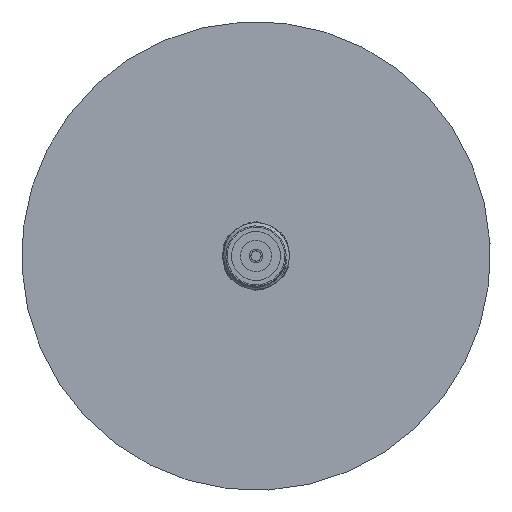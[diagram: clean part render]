
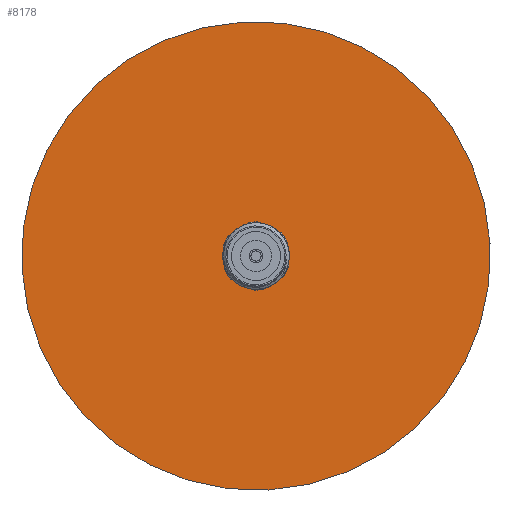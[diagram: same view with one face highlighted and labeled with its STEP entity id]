
A CAD part, front view. The second image highlights one B-rep face of the part: STEP entity #8178.
In plain terms, the highlighted planar face has unit normal (0, -1, 0).
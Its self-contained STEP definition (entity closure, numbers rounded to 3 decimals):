
#43 = VERTEX_POINT ( 'NONE', #7765 ) ;
#91 = VERTEX_POINT ( 'NONE', #5918 ) ;
#99 = VECTOR ( 'NONE', #3993, 1000. ) ;
#225 = CIRCLE ( 'NONE', #3942, 22. ) ;
#286 = VERTEX_POINT ( 'NONE', #803 ) ;
#362 = ORIENTED_EDGE ( 'NONE', *, *, #1718, .F. ) ;
#365 = VERTEX_POINT ( 'NONE', #5287 ) ;
#393 = VECTOR ( 'NONE', #5194, 1000. ) ;
#459 = CIRCLE ( 'NONE', #6955, 3.2 ) ;
#583 = VERTEX_POINT ( 'NONE', #4218 ) ;
#610 = CARTESIAN_POINT ( 'NONE',  ( 0.361, -37.6, -0.82 ) ) ;
#703 = DIRECTION ( 'NONE',  ( 0.837, 0., 0.547 ) ) ;
#803 = CARTESIAN_POINT ( 'NONE',  ( -9.934, -37.6, -23.63 ) ) ;
#842 = EDGE_CURVE ( 'NONE', #7222, #4548, #4314, .T. ) ;
#853 = DIRECTION ( 'NONE',  ( 0., -1., 0. ) ) ;
#1096 = CARTESIAN_POINT ( 'NONE',  ( 0., -37.6, -4. ) ) ;
#1130 = CARTESIAN_POINT ( 'NONE',  ( -3.091, -37.6, -2.436 ) ) ;
#1194 = DIRECTION ( 'NONE',  ( 1., 0., 0. ) ) ;
#1371 = LINE ( 'NONE', #5070, #393 ) ;
#1437 = CARTESIAN_POINT ( 'NONE',  ( -0.361, -37.6, -7.18 ) ) ;
#1441 = DIRECTION ( 'NONE',  ( -1., 0., 0. ) ) ;
#1457 = VERTEX_POINT ( 'NONE', #5927 ) ;
#1469 = LINE ( 'NONE', #4118, #99 ) ;
#1538 = CIRCLE ( 'NONE', #5507, 22. ) ;
#1611 = CARTESIAN_POINT ( 'NONE',  ( 3.057, -37.6, -4.947 ) ) ;
#1619 = DIRECTION ( 'NONE',  ( 1., 0., 0. ) ) ;
#1718 = EDGE_CURVE ( 'NONE', #583, #43, #459, .T. ) ;
#1743 = EDGE_LOOP ( 'NONE', ( #4200, #3439 ) ) ;
#1794 = ORIENTED_EDGE ( 'NONE', *, *, #3762, .F. ) ;
#1817 = CARTESIAN_POINT ( 'NONE',  ( 2.348, -37.6, -1.826 ) ) ;
#1819 = AXIS2_PLACEMENT_3D ( 'NONE', #3098, #3138, #1853 ) ;
#1846 = DIRECTION ( 'NONE',  ( 0., -1., 0. ) ) ;
#1853 = DIRECTION ( 'NONE',  ( 1., 0., 0. ) ) ;
#1872 = EDGE_CURVE ( 'NONE', #4624, #8059, #2494, .T. ) ;
#1891 = ORIENTED_EDGE ( 'NONE', *, *, #4990, .F. ) ;
#2046 = VECTOR ( 'NONE', #2452, 1000. ) ;
#2119 = VECTOR ( 'NONE', #703, 1000. ) ;
#2187 = FACE_BOUND ( 'NONE', #6891, .T. ) ;
#2292 = CARTESIAN_POINT ( 'NONE',  ( 2.573, -37.6, -5.902 ) ) ;
#2442 = DIRECTION ( 'NONE',  ( 0.452, 0., 0.892 ) ) ;
#2444 = ORIENTED_EDGE ( 'NONE', *, *, #7865, .F. ) ;
#2452 = DIRECTION ( 'NONE',  ( -0.892, 0., 0.452 ) ) ;
#2494 = LINE ( 'NONE', #6849, #2046 ) ;
#2586 = VERTEX_POINT ( 'NONE', #4838 ) ;
#2607 = DIRECTION ( 'NONE',  ( 0., -1., 0. ) ) ;
#2711 = ORIENTED_EDGE ( 'NONE', *, *, #5781, .F. ) ;
#2791 = CIRCLE ( 'NONE', #4907, 3.2 ) ;
#2891 = CIRCLE ( 'NONE', #1819, 3.2 ) ;
#2998 = DIRECTION ( 'NONE',  ( 0., -1., 0. ) ) ;
#3059 = DIRECTION ( 'NONE',  ( 1., 0., 0. ) ) ;
#3098 = CARTESIAN_POINT ( 'NONE',  ( 0., -37.6, -4. ) ) ;
#3128 = EDGE_CURVE ( 'NONE', #286, #1457, #1538, .T. ) ;
#3138 = DIRECTION ( 'NONE',  ( 0., -1., 0. ) ) ;
#3187 = CARTESIAN_POINT ( 'NONE',  ( 0., -37.6, -4. ) ) ;
#3288 = LINE ( 'NONE', #5814, #2119 ) ;
#3439 = ORIENTED_EDGE ( 'NONE', *, *, #5163, .T. ) ;
#3442 = ORIENTED_EDGE ( 'NONE', *, *, #842, .F. ) ;
#3645 = CARTESIAN_POINT ( 'NONE',  ( -3.057, -37.6, -3.053 ) ) ;
#3736 = LINE ( 'NONE', #4278, #4898 ) ;
#3762 = EDGE_CURVE ( 'NONE', #2586, #4624, #4186, .T. ) ;
#3874 = DIRECTION ( 'NONE',  ( 0.452, 0., 0.892 ) ) ;
#3942 = AXIS2_PLACEMENT_3D ( 'NONE', #4153, #4824, #3874 ) ;
#3993 = DIRECTION ( 'NONE',  ( -0.837, 0., -0.547 ) ) ;
#4050 = CARTESIAN_POINT ( 'NONE',  ( 0., -37.6, -4. ) ) ;
#4094 = EDGE_CURVE ( 'NONE', #6469, #583, #4120, .T. ) ;
#4118 = CARTESIAN_POINT ( 'NONE',  ( -0.191, -37.6, -0.541 ) ) ;
#4120 = LINE ( 'NONE', #1130, #5388 ) ;
#4153 = CARTESIAN_POINT ( 'NONE',  ( 0., -37.6, -4. ) ) ;
#4186 = CIRCLE ( 'NONE', #5648, 3.2 ) ;
#4200 = ORIENTED_EDGE ( 'NONE', *, *, #3128, .T. ) ;
#4218 = CARTESIAN_POINT ( 'NONE',  ( -2.934, -37.6, -5.277 ) ) ;
#4261 = DIRECTION ( 'NONE',  ( 1., 0., 0. ) ) ;
#4278 = CARTESIAN_POINT ( 'NONE',  ( 2.995, -37.6, -3.835 ) ) ;
#4314 = CIRCLE ( 'NONE', #4980, 3.2 ) ;
#4421 = DIRECTION ( 'NONE',  ( 1., 0., 0. ) ) ;
#4487 = CARTESIAN_POINT ( 'NONE',  ( 0.709, -37.6, -7.121 ) ) ;
#4490 = ORIENTED_EDGE ( 'NONE', *, *, #7492, .F. ) ;
#4527 = ORIENTED_EDGE ( 'NONE', *, *, #1872, .F. ) ;
#4548 = VERTEX_POINT ( 'NONE', #1611 ) ;
#4624 = VERTEX_POINT ( 'NONE', #1817 ) ;
#4744 = VERTEX_POINT ( 'NONE', #1437 ) ;
#4818 = CARTESIAN_POINT ( 'NONE',  ( 0., -37.6, -4. ) ) ;
#4824 = DIRECTION ( 'NONE',  ( 0., -1., 0. ) ) ;
#4838 = CARTESIAN_POINT ( 'NONE',  ( 2.934, -37.6, -2.723 ) ) ;
#4891 = CARTESIAN_POINT ( 'NONE',  ( 0., -37.6, -4. ) ) ;
#4898 = VECTOR ( 'NONE', #5529, 1000. ) ;
#4907 = AXIS2_PLACEMENT_3D ( 'NONE', #6806, #5516, #1194 ) ;
#4980 = AXIS2_PLACEMENT_3D ( 'NONE', #5047, #7594, #4421 ) ;
#4990 = EDGE_CURVE ( 'NONE', #8059, #91, #2891, .T. ) ;
#5047 = CARTESIAN_POINT ( 'NONE',  ( 0., -37.6, -4. ) ) ;
#5070 = CARTESIAN_POINT ( 'NONE',  ( -2.9, -37.6, -5.895 ) ) ;
#5163 = EDGE_CURVE ( 'NONE', #1457, #286, #225, .T. ) ;
#5194 = DIRECTION ( 'NONE',  ( 0.892, 0., -0.452 ) ) ;
#5287 = CARTESIAN_POINT ( 'NONE',  ( -2.573, -37.6, -2.098 ) ) ;
#5388 = VECTOR ( 'NONE', #7366, 1000. ) ;
#5397 = ORIENTED_EDGE ( 'NONE', *, *, #4094, .F. ) ;
#5507 = AXIS2_PLACEMENT_3D ( 'NONE', #3187, #2607, #2442 ) ;
#5516 = DIRECTION ( 'NONE',  ( 0., -1., 0. ) ) ;
#5529 = DIRECTION ( 'NONE',  ( 0.055, 0., -0.998 ) ) ;
#5531 = ORIENTED_EDGE ( 'NONE', *, *, #7513, .F. ) ;
#5545 = AXIS2_PLACEMENT_3D ( 'NONE', #4050, #853, #1441 ) ;
#5648 = AXIS2_PLACEMENT_3D ( 'NONE', #4891, #7936, #4261 ) ;
#5781 = EDGE_CURVE ( 'NONE', #91, #365, #1469, .T. ) ;
#5814 = CARTESIAN_POINT ( 'NONE',  ( 0.191, -37.6, -7.459 ) ) ;
#5918 = CARTESIAN_POINT ( 'NONE',  ( -0.709, -37.6, -0.879 ) ) ;
#5927 = CARTESIAN_POINT ( 'NONE',  ( 9.934, -37.6, 15.63 ) ) ;
#6088 = AXIS2_PLACEMENT_3D ( 'NONE', #1096, #1846, #3059 ) ;
#6133 = ORIENTED_EDGE ( 'NONE', *, *, #7300, .T. ) ;
#6149 = VERTEX_POINT ( 'NONE', #4487 ) ;
#6469 = VERTEX_POINT ( 'NONE', #3645 ) ;
#6509 = PLANE ( 'NONE',  #5545 ) ;
#6643 = ORIENTED_EDGE ( 'NONE', *, *, #6886, .F. ) ;
#6806 = CARTESIAN_POINT ( 'NONE',  ( 0., -37.6, -4. ) ) ;
#6849 = CARTESIAN_POINT ( 'NONE',  ( 2.9, -37.6, -2.105 ) ) ;
#6886 = EDGE_CURVE ( 'NONE', #365, #6469, #7960, .T. ) ;
#6891 = EDGE_LOOP ( 'NONE', ( #5531, #362, #5397, #6643, #2711, #1891, #4527, #1794, #6133, #3442, #4490, #2444 ) ) ;
#6955 = AXIS2_PLACEMENT_3D ( 'NONE', #4818, #2998, #1619 ) ;
#7132 = FACE_OUTER_BOUND ( 'NONE', #1743, .T. ) ;
#7222 = VERTEX_POINT ( 'NONE', #2292 ) ;
#7300 = EDGE_CURVE ( 'NONE', #2586, #4548, #3736, .T. ) ;
#7366 = DIRECTION ( 'NONE',  ( 0.055, 0., -0.998 ) ) ;
#7492 = EDGE_CURVE ( 'NONE', #6149, #7222, #3288, .T. ) ;
#7513 = EDGE_CURVE ( 'NONE', #43, #4744, #1371, .T. ) ;
#7594 = DIRECTION ( 'NONE',  ( 0., -1., 0. ) ) ;
#7765 = CARTESIAN_POINT ( 'NONE',  ( -2.348, -37.6, -6.174 ) ) ;
#7865 = EDGE_CURVE ( 'NONE', #4744, #6149, #2791, .T. ) ;
#7936 = DIRECTION ( 'NONE',  ( 0., -1., 0. ) ) ;
#7960 = CIRCLE ( 'NONE', #6088, 3.2 ) ;
#8059 = VERTEX_POINT ( 'NONE', #610 ) ;
#8178 = ADVANCED_FACE ( 'NONE', ( #2187, #7132 ), #6509, .T. ) ;
